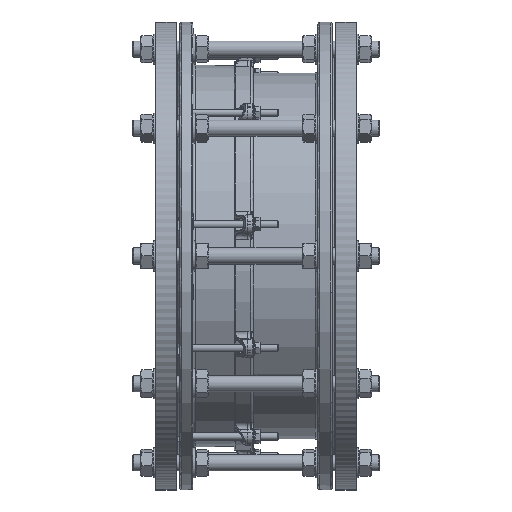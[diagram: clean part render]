
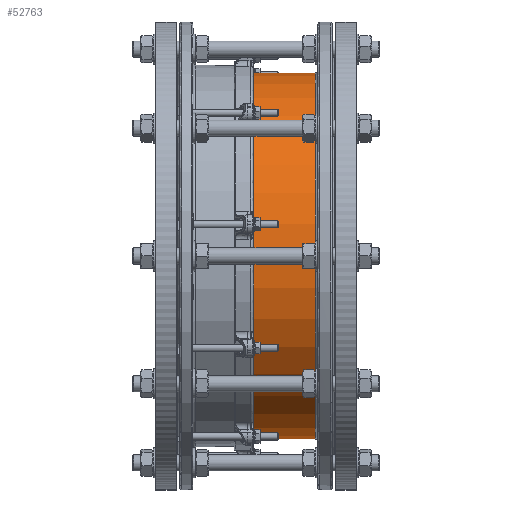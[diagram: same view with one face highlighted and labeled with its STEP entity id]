
A CAD part, front view. The second image highlights one B-rep face of the part: STEP entity #52763.
In plain terms, the highlighted cylindrical face has radius 304.8 mm (diameter 609.6 mm), a full revolution.
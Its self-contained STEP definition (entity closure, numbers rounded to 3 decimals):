
#723=CYLINDRICAL_SURFACE('',#55608,304.8);
#4918=FACE_BOUND('',#10451,.T.);
#5608=CIRCLE('',#55605,304.8);
#5610=CIRCLE('',#55609,304.8);
#7370=FACE_OUTER_BOUND('',#10450,.T.);
#10450=EDGE_LOOP('',(#39145));
#10451=EDGE_LOOP('',(#39146));
#24549=VERTEX_POINT('',#76349);
#24551=VERTEX_POINT('',#76355);
#30032=EDGE_CURVE('',#24549,#24549,#5608,.T.);
#30034=EDGE_CURVE('',#24551,#24551,#5610,.T.);
#39145=ORIENTED_EDGE('',*,*,#30034,.F.);
#39146=ORIENTED_EDGE('',*,*,#30032,.F.);
#52763=ADVANCED_FACE('',(#7370,#4918),#723,.T.);
#55605=AXIS2_PLACEMENT_3D('',#76350,#59915,#59916);
#55608=AXIS2_PLACEMENT_3D('',#76354,#59921,#59922);
#55609=AXIS2_PLACEMENT_3D('',#76356,#59923,#59924);
#59915=DIRECTION('center_axis',(-1.,0.,0.));
#59916=DIRECTION('ref_axis',(0.,-1.,0.));
#59921=DIRECTION('center_axis',(1.,0.,0.));
#59922=DIRECTION('ref_axis',(0.,1.,0.));
#59923=DIRECTION('center_axis',(1.,0.,0.));
#59924=DIRECTION('ref_axis',(0.,1.,0.));
#76349=CARTESIAN_POINT('',(-207.,304.8,0.));
#76350=CARTESIAN_POINT('Origin',(-207.,0.,0.));
#76354=CARTESIAN_POINT('Origin',(-120.75,0.,0.));
#76355=CARTESIAN_POINT('',(-31.5,304.8,0.));
#76356=CARTESIAN_POINT('Origin',(-31.5,0.,0.));
